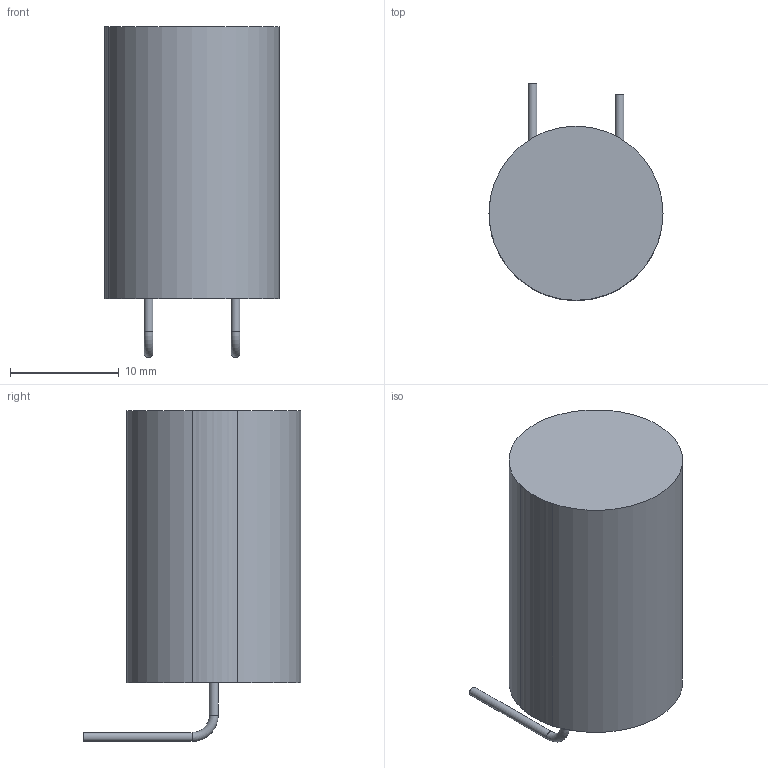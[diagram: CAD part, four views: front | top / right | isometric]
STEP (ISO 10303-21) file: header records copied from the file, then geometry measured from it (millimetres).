
FILE_DESCRIPTION(('FreeCAD Model'),'2;1');
FILE_NAME('Open CASCADE Shape Model','2026-01-28T14:30:00',('Author'),( ''),'Open CASCADE STEP processor 7.8','FreeCAD','Unknown');
FILE_SCHEMA(('AP242_MANAGED_MODEL_BASED_3D_ENGINEERING_MIM_LF. {1 0 10303 442 1 1 4 }'));
Length unit declared in the file: millimetre
Products named in the file (5): Unnamed; Extrude001; Body001; Body; Extrude
Assembly tree (4 placements, depth 2):
  Unnamed
    Extrude001
    Body001
    Body
    Extrude
Bounding box: 16 x 20 x 30.41 mm (x, y, z)
Volume: 5043.1 mm3; surface area: 1846.3 mm2
Topology: 3 solids, 4 shells, 14 faces, 21 edges, 14 vertices
Faces by surface type: cylinder 6, plane 6, torus 2
Full cylindrical faces by diameter (mm): 0.82 x4, 16 x1
Entity records: 439 total; most frequent: DIRECTION 73, CARTESIAN_POINT 54, ORIENTED_EDGE 38, AXIS2_PLACEMENT_3D 33, EDGE_CURVE 21, ADVANCED_FACE 14, FACE_BOUND 14, EDGE_LOOP 14
